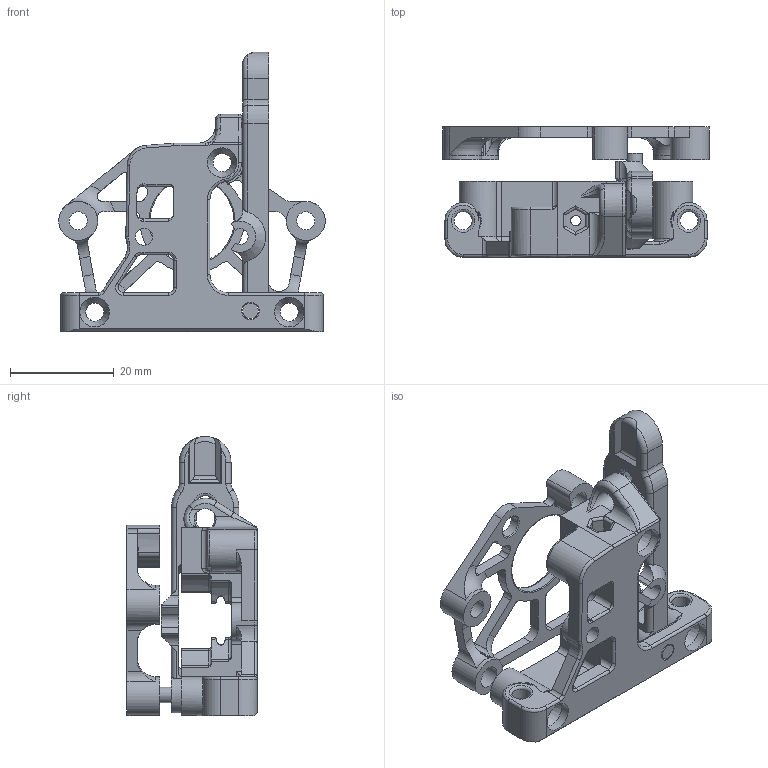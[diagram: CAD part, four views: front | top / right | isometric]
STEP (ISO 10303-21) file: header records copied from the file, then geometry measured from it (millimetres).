
FILE_DESCRIPTION(/* description */ (''),/* implementation_level */ '2;1');
FILE_NAME(/* name */ 'Kami Mini.step',/* time_stamp */ '2022-04-05T00:27:48+08:00',/* author */ (''),/* organization */ (''),/* preprocessor_version */ 'ST-DEVELOPER v18.1',/* originating_system */ 'Autodesk Translation Framework v10.14.0.1471',/* authorisation */ '');
FILE_SCHEMA (('AUTOMOTIVE_DESIGN { 1 0 10303 214 3 1 1 }'));
Length unit declared in the file: millimetre
Products named in the file (5): Kami Mini; Back Plate; Tension Gear Latch; Latch Pin; Front Plate-offset hole
Assembly tree (4 placements, depth 3):
  Kami Mini
    Back Plate
    Tension Gear Latch
      Latch Pin
    Front Plate-offset hole
Bounding box: 51.34 x 25.05 x 53.78 mm (x, y, z)
Volume: 10278.3 mm3; surface area: 10497.3 mm2
Topology: 4 solids, 4 shells, 447 faces, 1232 edges, 775 vertices
Faces by surface type: cylinder 212, plane 118, torus 92, bspline 12, cone 8, sphere 5
Full cylindrical faces by diameter (mm): 2 x2, 3 x1, 3.2 x2, 3.3 x1, 3.4 x1, 3.5 x7, 4.2 x2, 4.3 x4, 5.7 x3, 7.5 x5, 16.2 x1
Entity records: 16041 total; most frequent: CARTESIAN_POINT 4343, DIRECTION 2494, ORIENTED_EDGE 2452, EDGE_CURVE 1226, AXIS2_PLACEMENT_3D 993, VERTEX_POINT 775, CIRCLE 520, LINE 508
